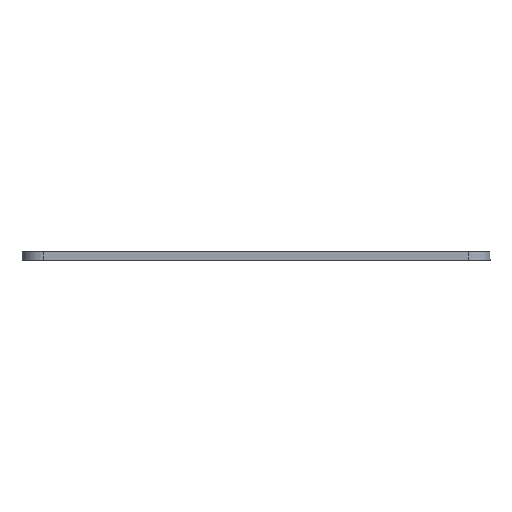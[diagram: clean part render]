
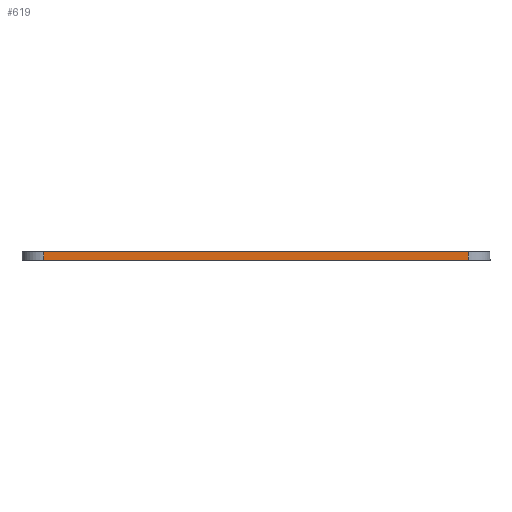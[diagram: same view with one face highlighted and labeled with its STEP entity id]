
A CAD part, left-side view. The second image highlights one B-rep face of the part: STEP entity #619.
In plain terms, the highlighted planar face has unit normal (-1, 0, 0).
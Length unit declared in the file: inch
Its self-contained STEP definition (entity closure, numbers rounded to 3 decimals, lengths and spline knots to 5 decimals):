
#75=PLANE('',#686);
#107=FACE_OUTER_BOUND('',#150,.T.);
#150=EDGE_LOOP('',(#559,#560,#561,#562));
#164=LINE('',#860,#214);
#201=LINE('',#1052,#251);
#211=LINE('',#1161,#261);
#212=LINE('',#1163,#262);
#214=VECTOR('',#702,0.3937);
#251=VECTOR('',#825,0.3937);
#261=VECTOR('',#841,0.3937);
#262=VECTOR('',#844,0.3937);
#289=VERTEX_POINT('',#858);
#290=VERTEX_POINT('',#859);
#331=VERTEX_POINT('',#1040);
#338=VERTEX_POINT('',#1150);
#342=EDGE_CURVE('',#289,#290,#164,.T.);
#406=EDGE_CURVE('',#331,#289,#201,.T.);
#419=EDGE_CURVE('',#338,#290,#211,.T.);
#420=EDGE_CURVE('',#331,#338,#212,.T.);
#559=ORIENTED_EDGE('',*,*,#420,.T.);
#560=ORIENTED_EDGE('',*,*,#419,.T.);
#561=ORIENTED_EDGE('',*,*,#342,.F.);
#562=ORIENTED_EDGE('',*,*,#406,.F.);
#619=ADVANCED_FACE('',(#107),#75,.T.);
#686=AXIS2_PLACEMENT_3D('',#1162,#842,#843);
#702=DIRECTION('',(0.,-1.,0.));
#825=DIRECTION('',(0.,0.,1.));
#841=DIRECTION('',(0.,0.,1.));
#842=DIRECTION('center_axis',(-1.,0.,0.));
#843=DIRECTION('ref_axis',(0.,-1.,0.));
#844=DIRECTION('',(0.,-1.,0.));
#858=CARTESIAN_POINT('',(-0.16659,3.05296,2.0625));
#859=CARTESIAN_POINT('',(-0.16659,-0.00002,2.0625));
#860=CARTESIAN_POINT('',(-0.16659,3.05296,2.0625));
#1040=CARTESIAN_POINT('',(-0.16659,3.05296,2.));
#1052=CARTESIAN_POINT('',(-0.16659,3.05296,2.));
#1150=CARTESIAN_POINT('',(-0.16659,-0.00002,2.));
#1161=CARTESIAN_POINT('',(-0.16659,-0.00002,2.));
#1162=CARTESIAN_POINT('Origin',(-0.16659,3.05296,2.));
#1163=CARTESIAN_POINT('',(-0.16659,3.05296,2.));
